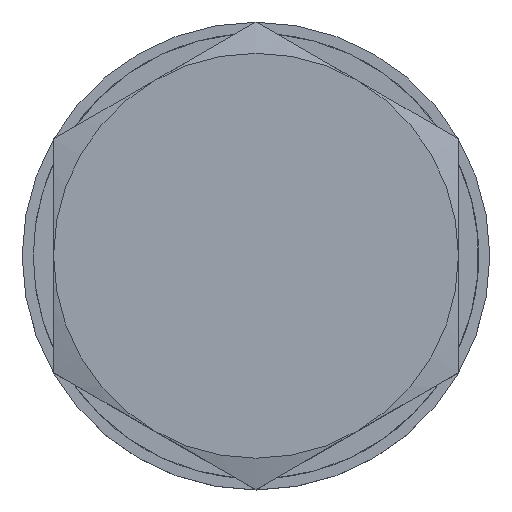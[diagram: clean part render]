
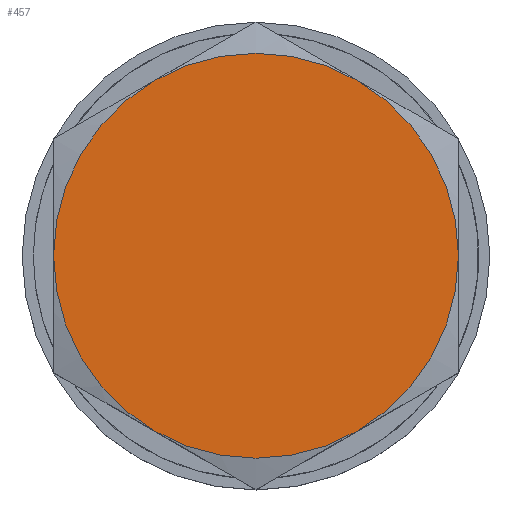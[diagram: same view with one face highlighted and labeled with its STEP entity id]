
A CAD part, top view. The second image highlights one B-rep face of the part: STEP entity #457.
In plain terms, the highlighted planar face has unit normal (0, 0, 1).
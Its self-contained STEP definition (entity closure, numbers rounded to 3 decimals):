
#59=PLANE('',#527);
#82=CIRCLE('',#518,3.5);
#83=CIRCLE('',#520,3.5);
#84=CIRCLE('',#522,3.5);
#85=CIRCLE('',#524,3.5);
#86=CIRCLE('',#526,3.5);
#87=CIRCLE('',#528,3.5);
#201=ORIENTED_EDGE('',*,*,#269,.F.);
#202=ORIENTED_EDGE('',*,*,#268,.F.);
#203=ORIENTED_EDGE('',*,*,#270,.F.);
#204=ORIENTED_EDGE('',*,*,#267,.F.);
#205=ORIENTED_EDGE('',*,*,#266,.F.);
#206=ORIENTED_EDGE('',*,*,#265,.F.);
#265=EDGE_CURVE('',#301,#303,#82,.T.);
#266=EDGE_CURVE('',#303,#305,#83,.T.);
#267=EDGE_CURVE('',#305,#307,#84,.T.);
#268=EDGE_CURVE('',#297,#299,#85,.T.);
#269=EDGE_CURVE('',#299,#301,#86,.T.);
#270=EDGE_CURVE('',#307,#297,#87,.T.);
#297=VERTEX_POINT('',#773);
#299=VERTEX_POINT('',#787);
#301=VERTEX_POINT('',#800);
#303=VERTEX_POINT('',#813);
#305=VERTEX_POINT('',#826);
#307=VERTEX_POINT('',#839);
#370=EDGE_LOOP('',(#201,#202,#203,#204,#205,#206));
#410=FACE_BOUND('',#370,.T.);
#457=ADVANCED_FACE('',(#410),#59,.F.);
#518=AXIS2_PLACEMENT_3D('',#852,#636,#637);
#520=AXIS2_PLACEMENT_3D('',#854,#640,#641);
#522=AXIS2_PLACEMENT_3D('',#856,#644,#645);
#524=AXIS2_PLACEMENT_3D('',#858,#648,#649);
#526=AXIS2_PLACEMENT_3D('',#860,#652,#653);
#527=AXIS2_PLACEMENT_3D('',#861,#654,#655);
#528=AXIS2_PLACEMENT_3D('',#862,#656,#657);
#636=DIRECTION('',(0.,0.,-1.));
#637=DIRECTION('',(-1.,0.,0.));
#640=DIRECTION('',(0.,0.,-1.));
#641=DIRECTION('',(-1.,0.,0.));
#644=DIRECTION('',(0.,0.,-1.));
#645=DIRECTION('',(-1.,0.,0.));
#648=DIRECTION('',(0.,0.,-1.));
#649=DIRECTION('',(-1.,0.,0.));
#652=DIRECTION('',(0.,0.,-1.));
#653=DIRECTION('',(-1.,0.,0.));
#654=DIRECTION('',(0.,0.,-1.));
#655=DIRECTION('',(-1.,0.,0.));
#656=DIRECTION('',(0.,0.,-1.));
#657=DIRECTION('',(-1.,0.,0.));
#773=CARTESIAN_POINT('',(-3.5,0.,4.));
#787=CARTESIAN_POINT('',(-1.75,3.031,4.));
#800=CARTESIAN_POINT('',(1.75,3.031,4.));
#813=CARTESIAN_POINT('',(3.5,0.,4.));
#826=CARTESIAN_POINT('',(1.75,-3.031,4.));
#839=CARTESIAN_POINT('',(-1.75,-3.031,4.));
#852=CARTESIAN_POINT('',(0.,0.,4.));
#854=CARTESIAN_POINT('',(0.,0.,4.));
#856=CARTESIAN_POINT('',(0.,0.,4.));
#858=CARTESIAN_POINT('',(0.,0.,4.));
#860=CARTESIAN_POINT('',(0.,0.,4.));
#861=CARTESIAN_POINT('',(0.,0.,4.));
#862=CARTESIAN_POINT('',(0.,0.,4.));
